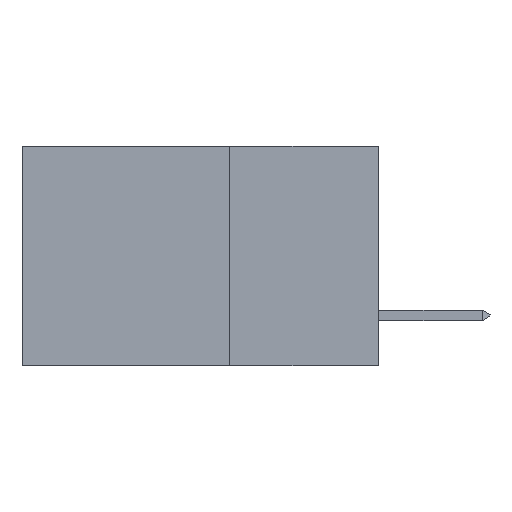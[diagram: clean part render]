
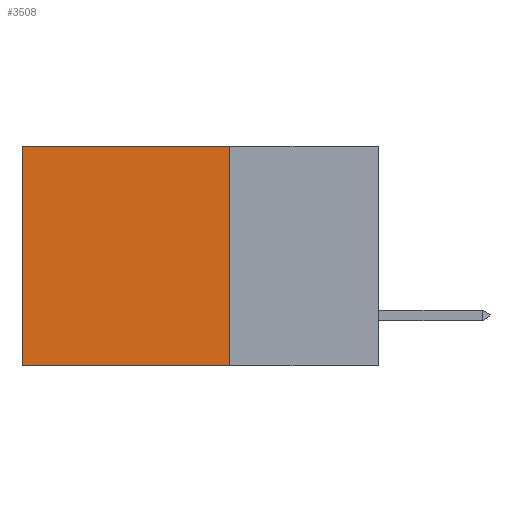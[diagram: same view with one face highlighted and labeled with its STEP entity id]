
A CAD part, left-side view. The second image highlights one B-rep face of the part: STEP entity #3508.
In plain terms, the highlighted planar face has unit normal (-1, 0, 0).
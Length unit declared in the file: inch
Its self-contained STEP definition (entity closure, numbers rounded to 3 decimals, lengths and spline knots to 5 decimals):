
#133 = LINE ( 'NONE', #5172, #8498 ) ;
#903 = FACE_OUTER_BOUND ( 'NONE', #5175, .T. ) ;
#962 = VERTEX_POINT ( 'NONE', #2331 ) ;
#1363 = DIRECTION ( 'NONE',  ( 0., 0., -1. ) ) ;
#1419 = EDGE_CURVE ( 'NONE', #6610, #962, #6800, .T. ) ;
#1552 = CARTESIAN_POINT ( 'NONE',  ( 0.2615, 0.25, -0.37 ) ) ;
#2087 = LINE ( 'NONE', #7061, #6308 ) ;
#2331 = CARTESIAN_POINT ( 'NONE',  ( 0.2615, 0.6, 0. ) ) ;
#2433 = DIRECTION ( 'NONE',  ( 1., 0., 0. ) ) ;
#2499 = LINE ( 'NONE', #5383, #3850 ) ;
#3003 = DIRECTION ( 'NONE',  ( 0., 0., -1. ) ) ;
#3335 = ORIENTED_EDGE ( 'NONE', *, *, #8484, .F. ) ;
#3491 = CARTESIAN_POINT ( 'NONE',  ( 0.2615, 0.25, -0.37 ) ) ;
#3508 = ADVANCED_FACE ( 'NONE', ( #903 ), #7360, .F. ) ;
#3521 = EDGE_CURVE ( 'NONE', #5870, #7558, #133, .T. ) ;
#3720 = DIRECTION ( 'NONE',  ( 0., 1., 0. ) ) ;
#3736 = CARTESIAN_POINT ( 'NONE',  ( 0.2615, 0.25, 0. ) ) ;
#3778 = VECTOR ( 'NONE', #3720, 39.37008 ) ;
#3850 = VECTOR ( 'NONE', #8323, 39.37008 ) ;
#5172 = CARTESIAN_POINT ( 'NONE',  ( 0.2615, 0.25, -0.37 ) ) ;
#5175 = EDGE_LOOP ( 'NONE', ( #6212, #8783, #3335, #9131 ) ) ;
#5383 = CARTESIAN_POINT ( 'NONE',  ( 0.2615, 0.6, -0.37 ) ) ;
#5870 = VERTEX_POINT ( 'NONE', #3491 ) ;
#6212 = ORIENTED_EDGE ( 'NONE', *, *, #7332, .T. ) ;
#6308 = VECTOR ( 'NONE', #1363, 39.37008 ) ;
#6610 = VERTEX_POINT ( 'NONE', #3736 ) ;
#6727 = DIRECTION ( 'NONE',  ( 0., 1., 0. ) ) ;
#6800 = LINE ( 'NONE', #7564, #3778 ) ;
#6987 = AXIS2_PLACEMENT_3D ( 'NONE', #1552, #2433, #3003 ) ;
#7061 = CARTESIAN_POINT ( 'NONE',  ( 0.2615, 0.25, -0.37 ) ) ;
#7332 = EDGE_CURVE ( 'NONE', #962, #7558, #2499, .T. ) ;
#7360 = PLANE ( 'NONE',  #6987 ) ;
#7558 = VERTEX_POINT ( 'NONE', #7847 ) ;
#7564 = CARTESIAN_POINT ( 'NONE',  ( 0.2615, 0.25, 0. ) ) ;
#7847 = CARTESIAN_POINT ( 'NONE',  ( 0.2615, 0.6, -0.37 ) ) ;
#8323 = DIRECTION ( 'NONE',  ( 0., 0., -1. ) ) ;
#8484 = EDGE_CURVE ( 'NONE', #6610, #5870, #2087, .T. ) ;
#8498 = VECTOR ( 'NONE', #6727, 39.37008 ) ;
#8783 = ORIENTED_EDGE ( 'NONE', *, *, #3521, .F. ) ;
#9131 = ORIENTED_EDGE ( 'NONE', *, *, #1419, .T. ) ;
